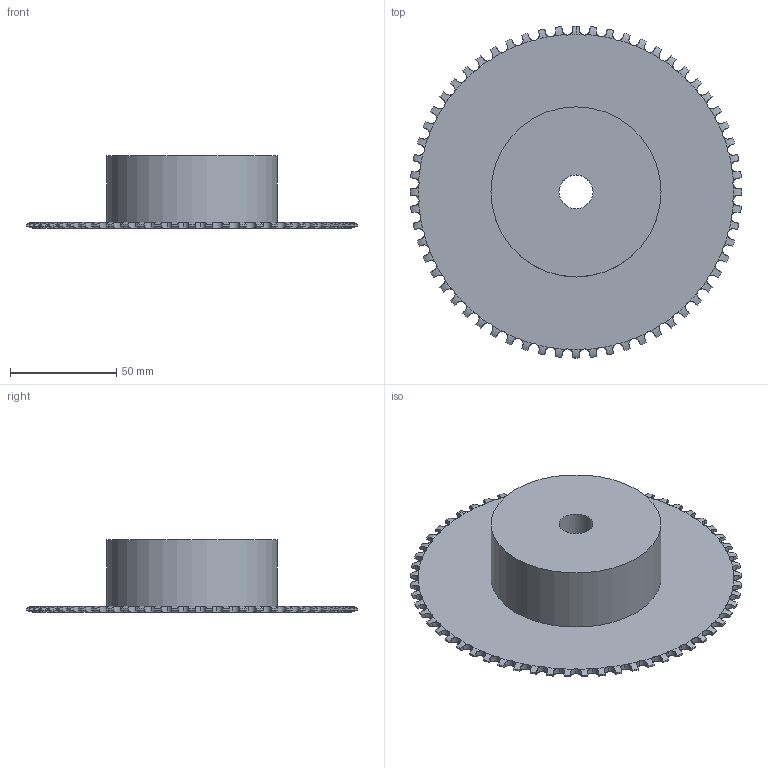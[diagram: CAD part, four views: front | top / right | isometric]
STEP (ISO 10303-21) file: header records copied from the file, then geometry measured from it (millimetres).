
FILE_DESCRIPTION(('FreeCAD Model'),'2;1');
FILE_NAME('Open CASCADE Shape Model','2021-03-07T16:47:22',( 'Simone Bignetti'),(''),'Open CASCADE STEP processor 7.4','FreeCAD', 'Unknown');
FILE_SCHEMA(('AUTOMOTIVE_DESIGN { 1 0 10303 214 1 1 1 1 }'));
Products named in the file (1): Hole
Bounding box: 156.2 x 156.2 x 34 mm (x, y, z)
Volume: 200116.3 mm3; surface area: 47040.2 mm2
Topology: 1 solids, 1 shells, 428 faces, 1393 edges, 969 vertices
Faces by surface type: cylinder 302, revolution 122, plane 4
Full cylindrical faces by diameter (mm): 16 x1, 80 x1
Entity records: 50928 total; most frequent: CARTESIAN_POINT 25877, DIRECTION 4087, ORIENTED_EDGE 2786, PCURVE 2786, DEFINITIONAL_REPRESENTATION 2786, LINE 1640, VECTOR 1640, B_SPLINE_CURVE_WITH_KNOTS 1440
